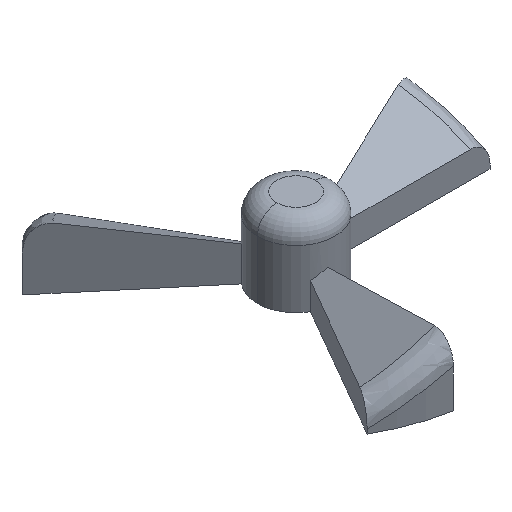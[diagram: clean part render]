
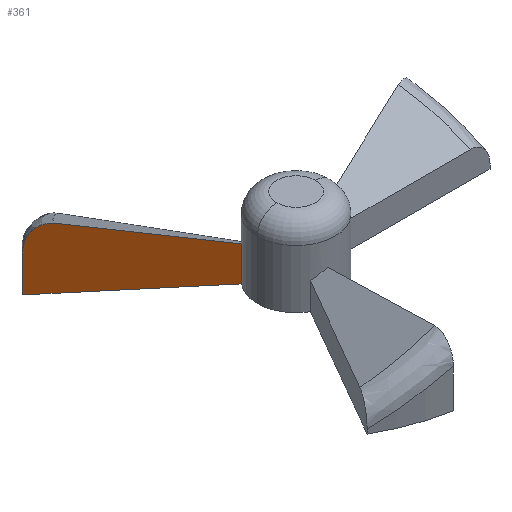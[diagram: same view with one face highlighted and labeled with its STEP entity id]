
A CAD part, isometric view. The second image highlights one B-rep face of the part: STEP entity #361.
In plain terms, the highlighted planar face has unit normal (-0.643, -0.766, 0).
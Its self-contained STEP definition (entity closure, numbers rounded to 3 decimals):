
#52 = DIRECTION ( 'NONE',  ( -0.752, 0.631, 0.194 ) ) ;
#58 = CARTESIAN_POINT ( 'NONE',  ( -0.766, 0.643, 1. ) ) ;
#60 = CARTESIAN_POINT ( 'NONE',  ( -0.766, 0.643, 1. ) ) ;
#85 = VERTEX_POINT ( 'NONE', #652 ) ;
#90 = ORIENTED_EDGE ( 'NONE', *, *, #110, .T. ) ;
#98 = EDGE_LOOP ( 'NONE', ( #90, #665, #726, #710, #434 ) ) ;
#104 = CARTESIAN_POINT ( 'NONE',  ( -0.766, 0.643, 0.89 ) ) ;
#110 = EDGE_CURVE ( 'NONE', #252, #741, #597, .T. ) ;
#145 = CARTESIAN_POINT ( 'NONE',  ( -3.83, 3.214, 1.004 ) ) ;
#172 = CARTESIAN_POINT ( 'NONE',  ( -3.83, 3.214, 1. ) ) ;
#208 = CARTESIAN_POINT ( 'NONE',  ( -3.436, 2.883, 1.578 ) ) ;
#216 = CARTESIAN_POINT ( 'NONE',  ( -3.786, 3.177, 1.314 ) ) ;
#224 = CARTESIAN_POINT ( 'NONE',  ( -0.766, 0.643, 0. ) ) ;
#229 = EDGE_CURVE ( 'NONE', #440, #85, #523, .T. ) ;
#244 = CARTESIAN_POINT ( 'NONE',  ( -0.766, 0.643, 0. ) ) ;
#252 = VERTEX_POINT ( 'NONE', #104 ) ;
#282 = EDGE_CURVE ( 'NONE', #741, #634, #677, .T. ) ;
#334 = CARTESIAN_POINT ( 'NONE',  ( -3.497, 2.934, 1.572 ) ) ;
#339 = CARTESIAN_POINT ( 'NONE',  ( -3.377, 2.834, 1.563 ) ) ;
#361 = ADVANCED_FACE ( 'NONE', ( #480 ), #715, .T. ) ;
#362 = LINE ( 'NONE', #172, #386 ) ;
#386 = VECTOR ( 'NONE', #706, 1000. ) ;
#434 = ORIENTED_EDGE ( 'NONE', *, *, #565, .F. ) ;
#440 = VERTEX_POINT ( 'NONE', #244 ) ;
#472 = DIRECTION ( 'NONE',  ( 0.766, -0.643, 0. ) ) ;
#480 = FACE_OUTER_BOUND ( 'NONE', #98, .T. ) ;
#523 = LINE ( 'NONE', #224, #705 ) ;
#532 = CARTESIAN_POINT ( 'NONE',  ( -3.83, 3.214, 1.004 ) ) ;
#550 = CARTESIAN_POINT ( 'NONE',  ( -0.024, 0.02, 0.699 ) ) ;
#564 = CARTESIAN_POINT ( 'NONE',  ( -3.83, 3.214, 1.16 ) ) ;
#565 = EDGE_CURVE ( 'NONE', #252, #440, #760, .T. ) ;
#569 = CARTESIAN_POINT ( 'NONE',  ( -3.66, 3.071, 1.48 ) ) ;
#570 = VECTOR ( 'NONE', #719, 1000. ) ;
#573 = DIRECTION ( 'NONE',  ( -0.766, 0.643, 0. ) ) ;
#597 = LINE ( 'NONE', #550, #639 ) ;
#623 = EDGE_CURVE ( 'NONE', #634, #85, #362, .T. ) ;
#628 = CARTESIAN_POINT ( 'NONE',  ( -3.609, 3.028, 1.523 ) ) ;
#634 = VERTEX_POINT ( 'NONE', #532 ) ;
#639 = VECTOR ( 'NONE', #52, 1000. ) ;
#652 = CARTESIAN_POINT ( 'NONE',  ( -3.83, 3.214, 0. ) ) ;
#665 = ORIENTED_EDGE ( 'NONE', *, *, #282, .T. ) ;
#677 = B_SPLINE_CURVE_WITH_KNOTS ( 'NONE', 3,
 ( #339, #208, #334, #628, #569, #216, #564, #145 ),
 .UNSPECIFIED., .F., .F.,
 ( 4, 2, 2, 4 ),
 ( 0., 0., 0., 0.001 ),
 .UNSPECIFIED. ) ;
#705 = VECTOR ( 'NONE', #573, 1000. ) ;
#706 = DIRECTION ( 'NONE',  ( 0., 0., -1. ) ) ;
#710 = ORIENTED_EDGE ( 'NONE', *, *, #229, .F. ) ;
#711 = DIRECTION ( 'NONE',  ( -0.643, -0.766, 0. ) ) ;
#715 = PLANE ( 'NONE',  #779 ) ;
#719 = DIRECTION ( 'NONE',  ( 0., 0., -1. ) ) ;
#726 = ORIENTED_EDGE ( 'NONE', *, *, #623, .T. ) ;
#733 = CARTESIAN_POINT ( 'NONE',  ( -3.377, 2.834, 1.563 ) ) ;
#741 = VERTEX_POINT ( 'NONE', #733 ) ;
#760 = LINE ( 'NONE', #58, #570 ) ;
#779 = AXIS2_PLACEMENT_3D ( 'NONE', #60, #711, #472 ) ;
